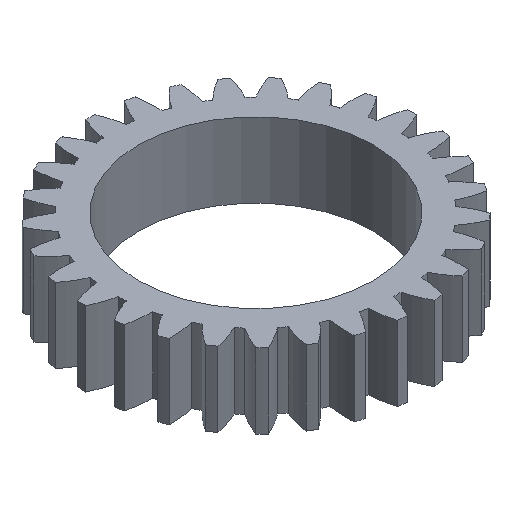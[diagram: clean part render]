
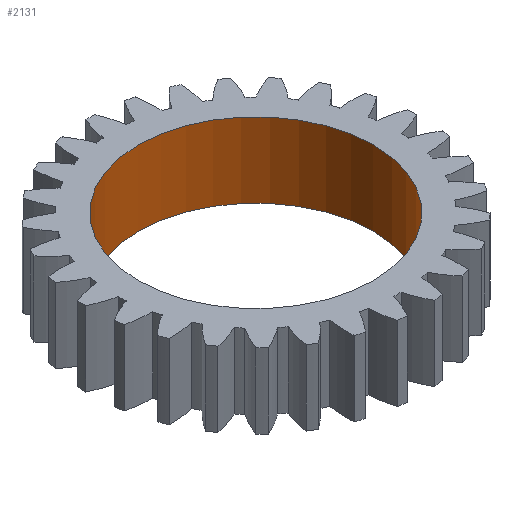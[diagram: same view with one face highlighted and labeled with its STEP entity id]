
A CAD part, isometric view. The second image highlights one B-rep face of the part: STEP entity #2131.
In plain terms, the highlighted cylindrical face has radius 11 mm (diameter 22 mm), a full revolution.
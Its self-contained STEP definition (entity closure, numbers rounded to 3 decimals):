
#19=FACE_OUTER_BOUND('',#138,.T.);
#138=EDGE_LOOP('',(#1312,#1313,#1314,#1315));
#259=LINE('',#3456,#376);
#376=VECTOR('',#2632,11.);
#493=CIRCLE('',#2274,11.);
#494=CIRCLE('',#2275,11.);
#727=VERTEX_POINT('',#3453);
#728=VERTEX_POINT('',#3455);
#961=EDGE_CURVE('',#727,#727,#493,.T.);
#962=EDGE_CURVE('',#727,#728,#259,.T.);
#963=EDGE_CURVE('',#728,#728,#494,.T.);
#1312=ORIENTED_EDGE('',*,*,#961,.F.);
#1313=ORIENTED_EDGE('',*,*,#962,.T.);
#1314=ORIENTED_EDGE('',*,*,#963,.F.);
#1315=ORIENTED_EDGE('',*,*,#962,.F.);
#2014=CYLINDRICAL_SURFACE('',#2273,11.);
#2131=ADVANCED_FACE('',(#19),#2014,.F.);
#2273=AXIS2_PLACEMENT_3D('',#3452,#2628,#2629);
#2274=AXIS2_PLACEMENT_3D('',#3454,#2630,#2631);
#2275=AXIS2_PLACEMENT_3D('',#3457,#2633,#2634);
#2628=DIRECTION('center_axis',(0.,0.,-1.));
#2629=DIRECTION('ref_axis',(1.,0.,0.));
#2630=DIRECTION('center_axis',(0.,0.,-1.));
#2631=DIRECTION('ref_axis',(1.,0.,0.));
#2632=DIRECTION('',(0.,0.,-1.));
#2633=DIRECTION('center_axis',(0.,0.,1.));
#2634=DIRECTION('ref_axis',(1.,0.,0.));
#3452=CARTESIAN_POINT('Origin',(0.,0.,7.));
#3453=CARTESIAN_POINT('',(-11.,0.,7.));
#3454=CARTESIAN_POINT('Origin',(0.,0.,7.));
#3455=CARTESIAN_POINT('',(-11.,0.,0.));
#3456=CARTESIAN_POINT('',(-11.,0.,7.));
#3457=CARTESIAN_POINT('Origin',(0.,0.,0.));
